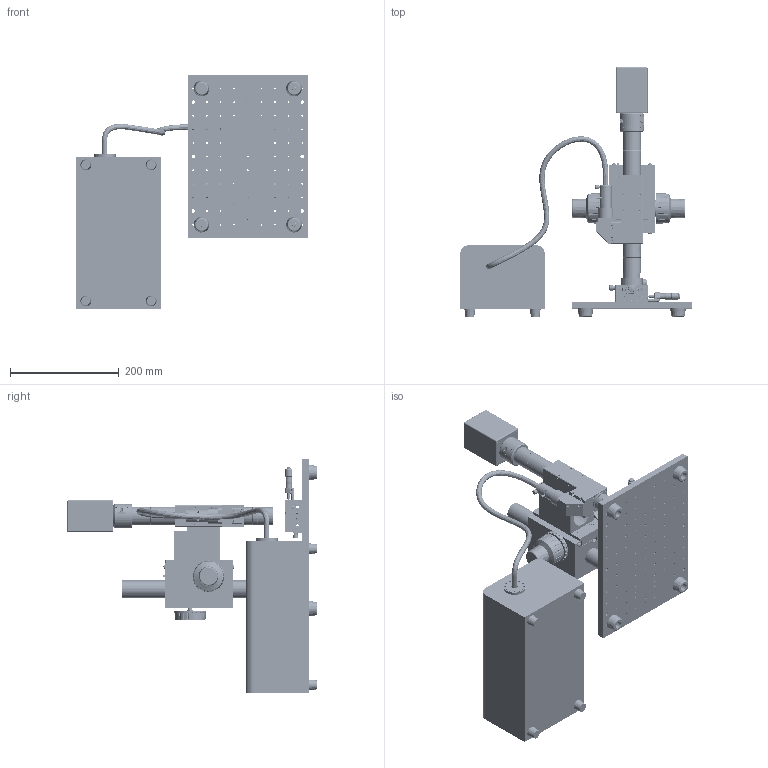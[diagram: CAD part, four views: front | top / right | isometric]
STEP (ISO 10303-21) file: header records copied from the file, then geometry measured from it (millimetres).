
FILE_DESCRIPTION (( 'STEP AP214' ), '1' );
FILE_NAME ('Inspection system Assembly.STEP', '2024-02-01T13:27:56', ( '' ), ( '' ), 'SwSTEP 2.0', 'SolidWorks 2023', '' );
FILE_SCHEMA (( 'AUTOMOTIVE_DESIGN' ));
Length unit declared in the file: millimetre
Products named in the file (15): MSL-1000F; PAL-5-NIR; Inspection system Assembly; TSD-602C-C1B-S07.stp; OUCI-3(NIR); STC-LBS132U3V-SWIR; ZAS-FAC-PST_STP; OUCI-CFH_STP; TSD-602C-C1B-S08.stp; TSD-602C-C1B-S09.stp; TSD-602C.stp; OUCI-BKT; TSD-602C; PS-S; FHL-102
Assembly tree (14 placements, depth 4):
  Inspection system Assembly
    PS-S
    ZAS-FAC-PST_STP
    TSD-602C
      TSD-602C.stp
        TSD-602C-C1B-S07.stp
        TSD-602C-C1B-S09.stp
        TSD-602C-C1B-S08.stp
    OUCI-CFH_STP
    OUCI-BKT
    OUCI-3(NIR)
    PAL-5-NIR
    FHL-102
    MSL-1000F
    STC-LBS132U3V-SWIR
Bounding box: 424.78 x 458.46 x 430 mm (x, y, z)
Volume: 8014804.3 mm3; surface area: 994626.1 mm2
Topology: 38 solids, 94 shells, 4013 faces, 10133 edges, 6497 vertices
Faces by surface type: plane 1424, cylinder 1395, bspline 522, cone 486, torus 119, sphere 67
Entity records: 175667 total; most frequent: CARTESIAN_POINT 88319, ORIENTED_EDGE 19946, DIRECTION 14365, EDGE_CURVE 9997, VERTEX_POINT 6487, AXIS2_PLACEMENT_3D 5764, EDGE_LOOP 4784, B_SPLINE_CURVE_WITH_KNOTS 4510
